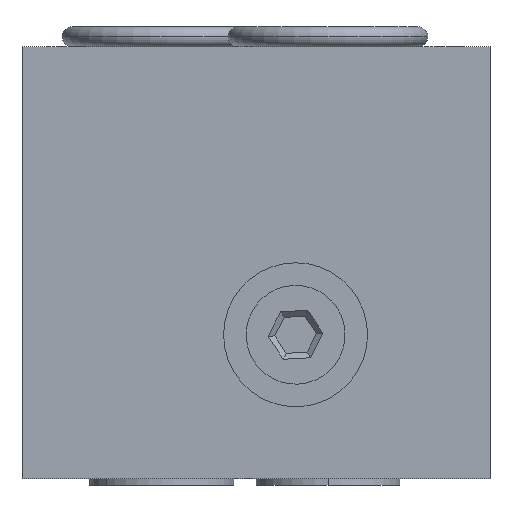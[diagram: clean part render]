
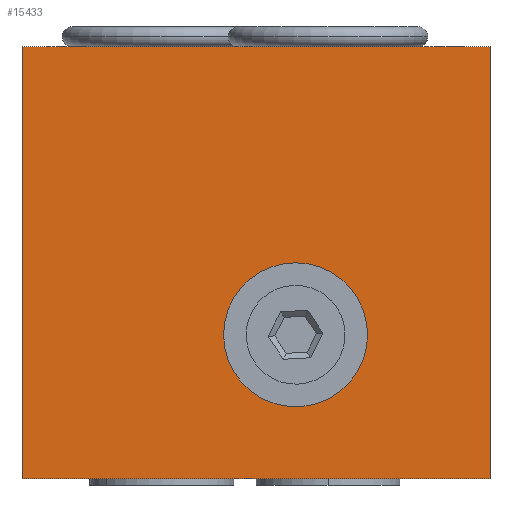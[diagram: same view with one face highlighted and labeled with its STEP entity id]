
A CAD part, front view. The second image highlights one B-rep face of the part: STEP entity #15433.
In plain terms, the highlighted planar face has unit normal (0, -1, 0).
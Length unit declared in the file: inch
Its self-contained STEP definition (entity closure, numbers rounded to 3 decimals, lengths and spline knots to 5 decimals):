
#29 = VERTEX_POINT ( 'NONE', #9128 ) ;
#573 = EDGE_CURVE ( 'NONE', #23245, #1683, #23900, .T. ) ;
#960 = CARTESIAN_POINT ( 'NONE',  ( 0., 0., -3. ) ) ;
#1683 = VERTEX_POINT ( 'NONE', #9841 ) ;
#2136 = VECTOR ( 'NONE', #5093, 39.37008 ) ;
#2145 = EDGE_LOOP ( 'NONE', ( #16586, #9151, #3743, #18369 ) ) ;
#2165 = DIRECTION ( 'NONE',  ( 0., -1., 0. ) ) ;
#2167 = CARTESIAN_POINT ( 'NONE',  ( 0., 0., 0. ) ) ;
#3232 = DIRECTION ( 'NONE',  ( 0., 0., 1. ) ) ;
#3504 = VERTEX_POINT ( 'NONE', #8087 ) ;
#3743 = ORIENTED_EDGE ( 'NONE', *, *, #573, .T. ) ;
#3746 = AXIS2_PLACEMENT_3D ( 'NONE', #960, #17930, #10450 ) ;
#4090 = ORIENTED_EDGE ( 'NONE', *, *, #22137, .F. ) ;
#4505 = AXIS2_PLACEMENT_3D ( 'NONE', #15452, #2165, #23309 ) ;
#5093 = DIRECTION ( 'NONE',  ( 1., 0., 0. ) ) ;
#5124 = LINE ( 'NONE', #20567, #18237 ) ;
#6858 = VERTEX_POINT ( 'NONE', #2167 ) ;
#7058 = DIRECTION ( 'NONE',  ( 0., 0., -1. ) ) ;
#7366 = LINE ( 'NONE', #9014, #12031 ) ;
#8087 = CARTESIAN_POINT ( 'NONE',  ( 3.25, 0., 0. ) ) ;
#8303 = FACE_OUTER_BOUND ( 'NONE', #2145, .T. ) ;
#9014 = CARTESIAN_POINT ( 'NONE',  ( 0., 0., -3. ) ) ;
#9128 = CARTESIAN_POINT ( 'NONE',  ( 1.9, 0., -2.5 ) ) ;
#9151 = ORIENTED_EDGE ( 'NONE', *, *, #11474, .F. ) ;
#9841 = CARTESIAN_POINT ( 'NONE',  ( 3.25, 0., -3. ) ) ;
#10316 = EDGE_CURVE ( 'NONE', #6858, #3504, #12690, .T. ) ;
#10450 = DIRECTION ( 'NONE',  ( 0., 0., -1. ) ) ;
#10566 = CIRCLE ( 'NONE', #4505, 0.5 ) ;
#10704 = PLANE ( 'NONE',  #3746 ) ;
#11474 = EDGE_CURVE ( 'NONE', #23245, #6858, #7366, .T. ) ;
#11969 = EDGE_CURVE ( 'NONE', #19724, #29, #21707, .T. ) ;
#12031 = VECTOR ( 'NONE', #12931, 39.37008 ) ;
#12690 = LINE ( 'NONE', #18634, #2136 ) ;
#12931 = DIRECTION ( 'NONE',  ( 0., 0., 1. ) ) ;
#13440 = EDGE_LOOP ( 'NONE', ( #4090, #15341 ) ) ;
#13966 = CARTESIAN_POINT ( 'NONE',  ( 1.9, 0., -1.5 ) ) ;
#14082 = AXIS2_PLACEMENT_3D ( 'NONE', #24404, #14892, #7058 ) ;
#14268 = CARTESIAN_POINT ( 'NONE',  ( 0., 0., -3. ) ) ;
#14892 = DIRECTION ( 'NONE',  ( 0., -1., 0. ) ) ;
#15341 = ORIENTED_EDGE ( 'NONE', *, *, #11969, .F. ) ;
#15433 = ADVANCED_FACE ( 'NONE', ( #20081, #8303 ), #10704, .T. ) ;
#15452 = CARTESIAN_POINT ( 'NONE',  ( 1.9, 0., -2. ) ) ;
#16586 = ORIENTED_EDGE ( 'NONE', *, *, #10316, .F. ) ;
#17125 = CARTESIAN_POINT ( 'NONE',  ( 0., 0., -3. ) ) ;
#17930 = DIRECTION ( 'NONE',  ( 0., -1., 0. ) ) ;
#18237 = VECTOR ( 'NONE', #3232, 39.37008 ) ;
#18369 = ORIENTED_EDGE ( 'NONE', *, *, #21611, .T. ) ;
#18634 = CARTESIAN_POINT ( 'NONE',  ( 0., 0., 0. ) ) ;
#19724 = VERTEX_POINT ( 'NONE', #13966 ) ;
#19849 = VECTOR ( 'NONE', #20224, 39.37008 ) ;
#20081 = FACE_BOUND ( 'NONE', #13440, .T. ) ;
#20224 = DIRECTION ( 'NONE',  ( 1., 0., 0. ) ) ;
#20567 = CARTESIAN_POINT ( 'NONE',  ( 3.25, 0., -3. ) ) ;
#21611 = EDGE_CURVE ( 'NONE', #1683, #3504, #5124, .T. ) ;
#21707 = CIRCLE ( 'NONE', #14082, 0.5 ) ;
#22137 = EDGE_CURVE ( 'NONE', #29, #19724, #10566, .T. ) ;
#23245 = VERTEX_POINT ( 'NONE', #17125 ) ;
#23309 = DIRECTION ( 'NONE',  ( 0., 0., -1. ) ) ;
#23900 = LINE ( 'NONE', #14268, #19849 ) ;
#24404 = CARTESIAN_POINT ( 'NONE',  ( 1.9, 0., -2. ) ) ;
